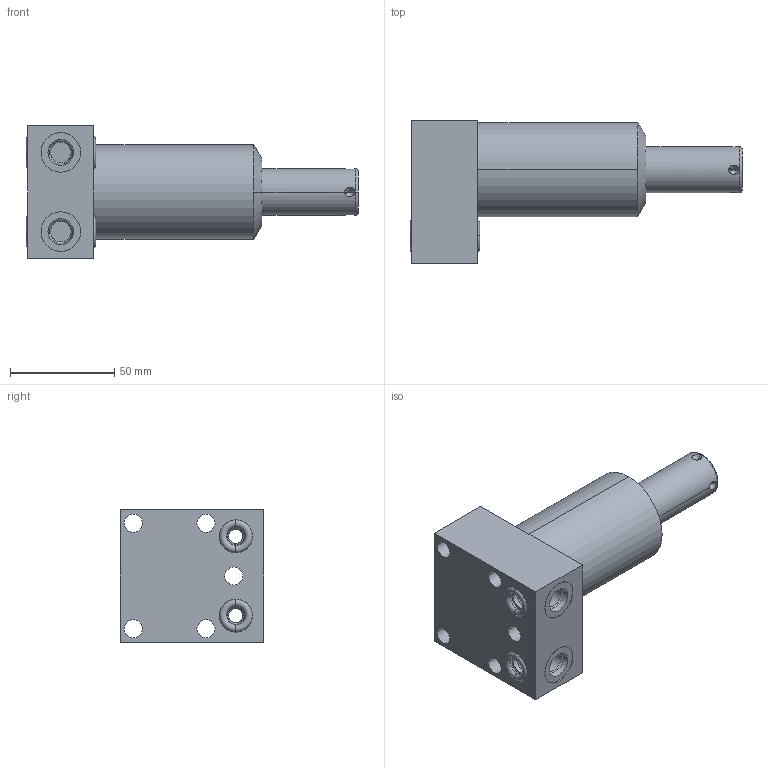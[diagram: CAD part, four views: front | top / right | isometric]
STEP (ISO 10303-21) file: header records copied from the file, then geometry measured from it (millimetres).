
FILE_DESCRIPTION((''),'2;1');
FILE_NAME('ILC15221304S','2021-06-15T',('Asawyer'),(''),'PRO/ENGINEER BY PARAMETRIC TECHNOLOGY CORPORATION, 2013320','PRO/ENGINEER BY PARAMETRIC TECHNOLOGY CORPORATION, 2013320','');
FILE_SCHEMA(('CONFIG_CONTROL_DESIGN'));
Length unit declared in the file: inch
Products named in the file (1): ILC15221304S
Bounding box: 159.61 x 69.09 x 63.5 mm (x, y, z)
Volume: 269136.6 mm3; surface area: 40300.5 mm2
Topology: 5 solids, 6 shells, 113 faces, 264 edges, 153 vertices
Faces by surface type: cylinder 42, cone 36, torus 18, plane 17
Entity records: 3456 total; most frequent: CARTESIAN_POINT 761, DIRECTION 608, ORIENTED_EDGE 504, AXIS2_PLACEMENT_3D 256, EDGE_CURVE 254, VERTEX_POINT 153, CIRCLE 142, EDGE_LOOP 141
